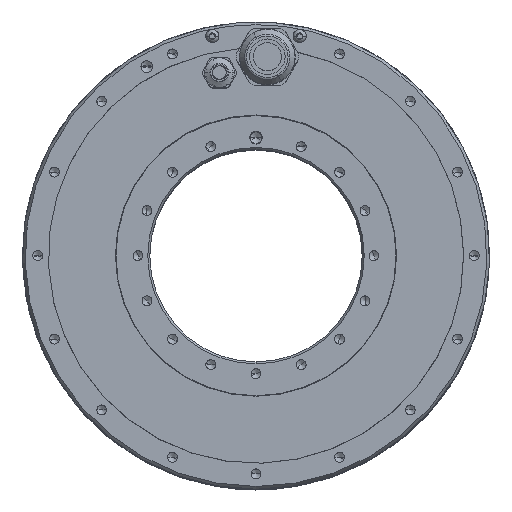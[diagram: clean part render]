
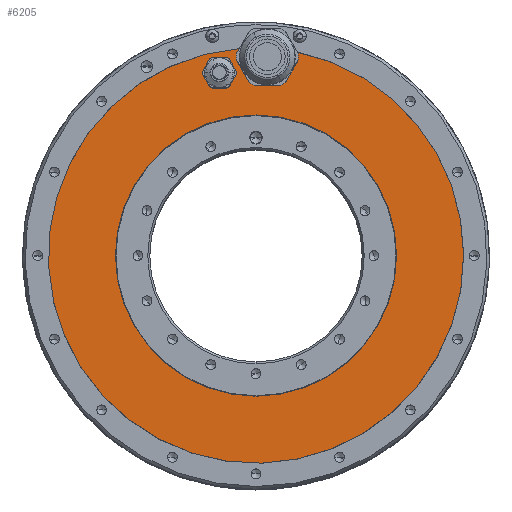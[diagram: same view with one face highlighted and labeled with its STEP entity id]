
A CAD part, top view. The second image highlights one B-rep face of the part: STEP entity #6205.
In plain terms, the highlighted planar face has unit normal (0, 0, 1).
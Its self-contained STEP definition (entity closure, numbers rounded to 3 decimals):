
#356=DIRECTION('',(0.5,-0.866,0.));
#357=VECTOR('',#356,3.137);
#358=CARTESIAN_POINT('',(-10.655,82.108,
-0.15));
#359=LINE('',#358,#357);
#360=CARTESIAN_POINT('',(-15.5,77.5,-0.15));
#361=DIRECTION('',(0.,0.,1.));
#362=DIRECTION('',(0.725,0.689,0.));
#363=AXIS2_PLACEMENT_3D('',#360,#361,#362);
#365=DIRECTION('',(-1.,0.,0.));
#366=VECTOR('',#365,3.137);
#367=CARTESIAN_POINT('',(-13.931,84.,-0.15));
#368=LINE('',#367,#366);
#369=CARTESIAN_POINT('',(-15.5,77.5,-0.15));
#370=DIRECTION('',(0.,0.,1.));
#371=DIRECTION('',(-0.235,0.972,0.));
#372=AXIS2_PLACEMENT_3D('',#369,#370,#371);
#374=DIRECTION('',(0.5,0.866,0.));
#375=VECTOR('',#374,3.137);
#376=CARTESIAN_POINT('',(-21.913,79.392,
-0.15));
#377=LINE('',#376,#375);
#378=CARTESIAN_POINT('',(-15.5,77.5,-0.15));
#379=DIRECTION('',(0.,0.,1.));
#380=DIRECTION('',(-0.959,0.283,0.));
#381=AXIS2_PLACEMENT_3D('',#378,#379,#380);
#383=DIRECTION('',(-0.5,0.866,0.));
#384=VECTOR('',#383,3.137);
#385=CARTESIAN_POINT('',(-20.345,72.892,
-0.15));
#386=LINE('',#385,#384);
#387=CARTESIAN_POINT('',(-15.5,77.5,-0.15));
#388=DIRECTION('',(0.,0.,1.));
#389=DIRECTION('',(-0.725,-0.689,0.));
#390=AXIS2_PLACEMENT_3D('',#387,#388,#389);
#392=DIRECTION('',(1.,0.,0.));
#393=VECTOR('',#392,3.137);
#394=CARTESIAN_POINT('',(-17.069,71.,-0.15));
#395=LINE('',#394,#393);
#396=CARTESIAN_POINT('',(-15.5,77.5,-0.15));
#397=DIRECTION('',(0.,0.,1.));
#398=DIRECTION('',(0.235,-0.972,0.));
#399=AXIS2_PLACEMENT_3D('',#396,#397,#398);
#401=DIRECTION('',(-0.5,-0.866,0.));
#402=VECTOR('',#401,3.137);
#403=CARTESIAN_POINT('',(-9.087,75.608,
-0.15));
#404=LINE('',#403,#402);
#405=CARTESIAN_POINT('',(-15.5,77.5,-0.15));
#406=DIRECTION('',(0.,0.,1.));
#407=DIRECTION('',(0.959,-0.283,0.));
#408=AXIS2_PLACEMENT_3D('',#405,#406,#407);
#410=CARTESIAN_POINT('',(4.8,84.2,-0.15));
#411=DIRECTION('',(0.,0.,1.));
#412=DIRECTION('',(-0.766,-0.643,0.));
#413=AXIS2_PLACEMENT_3D('',#410,#411,#412);
#415=DIRECTION('',(-1.,0.,0.));
#416=VECTOR('',#415,4.249);
#417=CARTESIAN_POINT('',(6.924,72.2,-0.15));
#418=LINE('',#417,#416);
#419=CARTESIAN_POINT('',(4.8,84.2,-0.15));
#420=DIRECTION('',(0.,0.,1.));
#421=DIRECTION('',(0.174,-0.985,0.));
#422=AXIS2_PLACEMENT_3D('',#419,#420,#421);
#424=DIRECTION('',(-0.5,-0.866,0.));
#425=VECTOR('',#424,4.249);
#426=CARTESIAN_POINT('',(16.255,80.04,-0.15));
#427=LINE('',#426,#425);
#428=CARTESIAN_POINT('',(4.8,84.2,-0.15));
#429=DIRECTION('',(0.,0.,1.));
#430=DIRECTION('',(0.94,-0.341,0.));
#431=AXIS2_PLACEMENT_3D('',#428,#429,#430);
#433=CARTESIAN_POINT('',(4.8,84.2,-0.15));
#434=DIRECTION('',(0.,0.,1.));
#435=DIRECTION('',(-0.957,0.29,0.));
#436=AXIS2_PLACEMENT_3D('',#433,#434,#435);
#438=DIRECTION('',(0.5,-0.866,0.));
#439=VECTOR('',#438,4.249);
#440=CARTESIAN_POINT('',(-6.655,80.04,
-0.15));
#441=LINE('',#440,#439);
#451=CARTESIAN_POINT('',(0.,0.,-0.15));
#452=DIRECTION('',(0.,0.,1.));
#453=DIRECTION('',(-1.,0.,0.));
#454=AXIS2_PLACEMENT_3D('',#451,#452,#453);
#2398=CARTESIAN_POINT('',(0.,0.,-0.15));
#2399=DIRECTION('',(0.,0.,1.));
#2400=DIRECTION('',(-0.078,0.997,0.));
#2401=AXIS2_PLACEMENT_3D('',#2398,#2399,#2400);
#4086=CARTESIAN_POINT('',(0.,0.,-0.15));
#4087=DIRECTION('',(0.,0.,1.));
#4088=DIRECTION('',(1.,0.,0.));
#4089=AXIS2_PLACEMENT_3D('',#4086,#4087,#4088);
#5029=CARTESIAN_POINT('',(-59.59,0.,-0.15));
#5030=CARTESIAN_POINT('',(59.59,0.,-0.15));
#5031=VERTEX_POINT('',#5029);
#5032=VERTEX_POINT('',#5030);
#5210=CARTESIAN_POINT('',(-10.655,82.108,
-0.15));
#5211=CARTESIAN_POINT('',(-9.087,79.392,
-0.15));
#5212=VERTEX_POINT('',#5210);
#5213=VERTEX_POINT('',#5211);
#5214=CARTESIAN_POINT('',(-13.931,84.,-0.15));
#5215=VERTEX_POINT('',#5214);
#5216=CARTESIAN_POINT('',(-17.069,84.,-0.15));
#5217=VERTEX_POINT('',#5216);
#5218=CARTESIAN_POINT('',(-20.345,82.108,
-0.15));
#5219=VERTEX_POINT('',#5218);
#5220=CARTESIAN_POINT('',(-21.913,79.392,
-0.15));
#5221=VERTEX_POINT('',#5220);
#5222=CARTESIAN_POINT('',(-21.913,75.608,
-0.15));
#5223=VERTEX_POINT('',#5222);
#5224=CARTESIAN_POINT('',(-20.345,72.892,
-0.15));
#5225=VERTEX_POINT('',#5224);
#5226=CARTESIAN_POINT('',(-17.069,71.,-0.15));
#5227=VERTEX_POINT('',#5226);
#5228=CARTESIAN_POINT('',(-13.931,71.,-0.15));
#5229=VERTEX_POINT('',#5228);
#5230=CARTESIAN_POINT('',(-10.655,72.892,
-0.15));
#5231=VERTEX_POINT('',#5230);
#5232=CARTESIAN_POINT('',(-9.087,75.608,
-0.15));
#5233=VERTEX_POINT('',#5232);
#5404=CARTESIAN_POINT('',(-4.53,76.36,
-0.15));
#5405=CARTESIAN_POINT('',(2.676,72.2,-0.15));
#5406=VERTEX_POINT('',#5404);
#5407=VERTEX_POINT('',#5405);
#5408=CARTESIAN_POINT('',(-6.655,80.04,
-0.15));
#5409=VERTEX_POINT('',#5408);
#5410=CARTESIAN_POINT('',(-6.864,87.732,
-0.15));
#5411=VERTEX_POINT('',#5410);
#5412=CARTESIAN_POINT('',(16.255,80.04,
-0.15));
#5413=CARTESIAN_POINT('',(16.789,86.384,
-0.15));
#5414=VERTEX_POINT('',#5412);
#5415=VERTEX_POINT('',#5413);
#5416=CARTESIAN_POINT('',(14.13,76.36,
-0.15));
#5417=VERTEX_POINT('',#5416);
#5418=CARTESIAN_POINT('',(6.924,72.2,-0.15));
#5419=VERTEX_POINT('',#5418);
#6151=CARTESIAN_POINT('',(0.,0.,-0.15));
#6152=DIRECTION('',(0.,0.,1.));
#6153=DIRECTION('',(1.,0.,0.));
#6154=AXIS2_PLACEMENT_3D('',#6151,#6152,#6153);
#6155=PLANE('',#6154);
#6157=ORIENTED_EDGE('',*,*,#6156,.T.);
#6159=ORIENTED_EDGE('',*,*,#6158,.F.);
#6161=ORIENTED_EDGE('',*,*,#6160,.T.);
#6163=ORIENTED_EDGE('',*,*,#6162,.F.);
#6165=ORIENTED_EDGE('',*,*,#6164,.T.);
#6167=ORIENTED_EDGE('',*,*,#6166,.F.);
#6169=ORIENTED_EDGE('',*,*,#6168,.T.);
#6171=ORIENTED_EDGE('',*,*,#6170,.T.);
#6172=EDGE_LOOP('',(#6157,#6159,#6161,#6163,#6165,#6167,#6169,#6171));
#6173=FACE_OUTER_BOUND('',#6172,.F.);
#6174=ORIENTED_EDGE('',*,*,#6130,.F.);
#6176=ORIENTED_EDGE('',*,*,#6175,.T.);
#6178=ORIENTED_EDGE('',*,*,#6177,.T.);
#6180=ORIENTED_EDGE('',*,*,#6179,.T.);
#6182=ORIENTED_EDGE('',*,*,#6181,.F.);
#6184=ORIENTED_EDGE('',*,*,#6183,.T.);
#6186=ORIENTED_EDGE('',*,*,#6185,.F.);
#6188=ORIENTED_EDGE('',*,*,#6187,.T.);
#6190=ORIENTED_EDGE('',*,*,#6189,.T.);
#6192=ORIENTED_EDGE('',*,*,#6191,.T.);
#6194=ORIENTED_EDGE('',*,*,#6193,.F.);
#6196=ORIENTED_EDGE('',*,*,#6195,.T.);
#6197=EDGE_LOOP('',(#6174,#6176,#6178,#6180,#6182,#6184,#6186,#6188,#6190,#6192,
#6194,#6196));
#6198=FACE_BOUND('',#6197,.F.);
#6200=ORIENTED_EDGE('',*,*,#6199,.T.);
#6202=ORIENTED_EDGE('',*,*,#6201,.T.);
#6203=EDGE_LOOP('',(#6200,#6202));
#6204=FACE_BOUND('',#6203,.F.);
#6205=ADVANCED_FACE('',(#6173,#6198,#6204),#6155,.T.);
#364=CIRCLE('',#363,6.687);
#373=CIRCLE('',#372,6.687);
#382=CIRCLE('',#381,6.687);
#391=CIRCLE('',#390,6.687);
#400=CIRCLE('',#399,6.687);
#409=CIRCLE('',#408,6.687);
#414=CIRCLE('',#413,12.187);
#423=CIRCLE('',#422,12.187);
#432=CIRCLE('',#431,12.187);
#437=CIRCLE('',#436,12.187);
#455=CIRCLE('',#454,59.59);
#2402=CIRCLE('',#2401,88.);
#4090=CIRCLE('',#4089,59.59);
#6130=EDGE_CURVE('',#5212,#5213,#359,.T.);
#6156=EDGE_CURVE('',#5406,#5407,#414,.T.);
#6158=EDGE_CURVE('',#5419,#5407,#418,.T.);
#6160=EDGE_CURVE('',#5419,#5417,#423,.T.);
#6162=EDGE_CURVE('',#5414,#5417,#427,.T.);
#6164=EDGE_CURVE('',#5414,#5415,#432,.T.);
#6166=EDGE_CURVE('',#5411,#5415,#2402,.T.);
#6168=EDGE_CURVE('',#5411,#5409,#437,.T.);
#6170=EDGE_CURVE('',#5409,#5406,#441,.T.);
#6175=EDGE_CURVE('',#5212,#5215,#364,.T.);
#6177=EDGE_CURVE('',#5215,#5217,#368,.T.);
#6179=EDGE_CURVE('',#5217,#5219,#373,.T.);
#6181=EDGE_CURVE('',#5221,#5219,#377,.T.);
#6183=EDGE_CURVE('',#5221,#5223,#382,.T.);
#6185=EDGE_CURVE('',#5225,#5223,#386,.T.);
#6187=EDGE_CURVE('',#5225,#5227,#391,.T.);
#6189=EDGE_CURVE('',#5227,#5229,#395,.T.);
#6191=EDGE_CURVE('',#5229,#5231,#400,.T.);
#6193=EDGE_CURVE('',#5233,#5231,#404,.T.);
#6195=EDGE_CURVE('',#5233,#5213,#409,.T.);
#6199=EDGE_CURVE('',#5031,#5032,#455,.T.);
#6201=EDGE_CURVE('',#5032,#5031,#4090,.T.);
